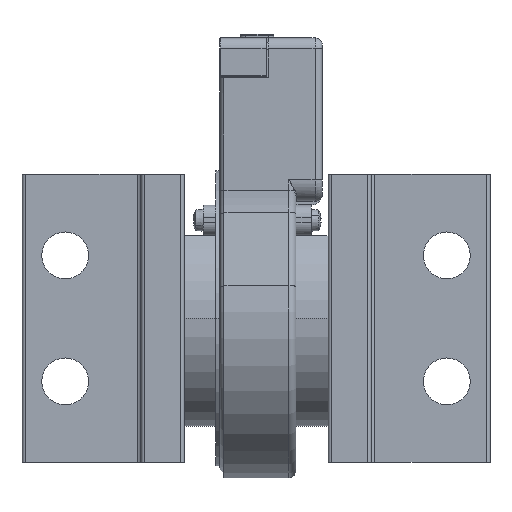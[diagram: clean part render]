
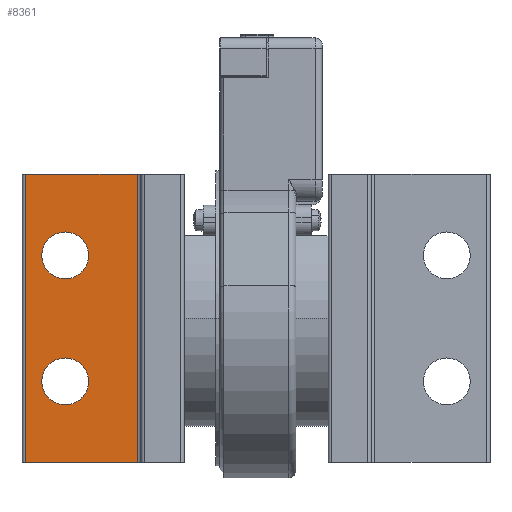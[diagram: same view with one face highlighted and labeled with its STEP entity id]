
A CAD part, left-side view. The second image highlights one B-rep face of the part: STEP entity #8361.
In plain terms, the highlighted planar face has unit normal (-1, 0, 0).
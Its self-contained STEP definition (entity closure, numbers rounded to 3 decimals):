
#8188=AXIS2_PLACEMENT_3D('Circle Axis2P3D',#8186,#8187,$) ;
#8223=AXIS2_PLACEMENT_3D('Circle Axis2P3D',#8221,#8222,$) ;
#8303=AXIS2_PLACEMENT_3D('Plane Axis2P3D',#8300,#8301,#8302) ;
#8345=AXIS2_PLACEMENT_3D('Circle Axis2P3D',#8343,#8344,$) ;
#8354=AXIS2_PLACEMENT_3D('Circle Axis2P3D',#8352,#8353,$) ;
#8186=CARTESIAN_POINT('Axis2P3D Location',(-10.,42.9,-17.5)) ;
#8190=CARTESIAN_POINT('Vertex',(-10.,49.4,-17.5)) ;
#8192=CARTESIAN_POINT('Vertex',(-10.,36.4,-17.5)) ;
#8221=CARTESIAN_POINT('Axis2P3D Location',(-10.,42.9,-17.5)) ;
#8300=CARTESIAN_POINT('Axis2P3D Location',(-10.,21.9,0.)) ;
#8305=CARTESIAN_POINT('Line Origine',(-10.,38.4,-40.)) ;
#8309=CARTESIAN_POINT('Vertex',(-10.,22.9,-40.)) ;
#8311=CARTESIAN_POINT('Vertex',(-10.,53.9,-40.)) ;
#8314=CARTESIAN_POINT('Line Origine',(-10.,22.9,0.)) ;
#8318=CARTESIAN_POINT('Vertex',(-10.,22.9,40.)) ;
#8321=CARTESIAN_POINT('Line Origine',(-10.,38.4,40.)) ;
#8325=CARTESIAN_POINT('Vertex',(-10.,53.9,40.)) ;
#8328=CARTESIAN_POINT('Line Origine',(-10.,53.9,0.)) ;
#8343=CARTESIAN_POINT('Axis2P3D Location',(-10.,42.9,17.5)) ;
#8347=CARTESIAN_POINT('Vertex',(-10.,36.4,17.5)) ;
#8349=CARTESIAN_POINT('Vertex',(-10.,49.4,17.5)) ;
#8352=CARTESIAN_POINT('Axis2P3D Location',(-10.,42.9,17.5)) ;
#8187=DIRECTION('Axis2P3D Direction',(1.,0.,0.)) ;
#8222=DIRECTION('Axis2P3D Direction',(1.,0.,0.)) ;
#8301=DIRECTION('Axis2P3D Direction',(-1.,0.,0.)) ;
#8302=DIRECTION('Axis2P3D XDirection',(0.,1.,0.)) ;
#8306=DIRECTION('Vector Direction',(0.,1.,0.)) ;
#8315=DIRECTION('Vector Direction',(0.,0.,-1.)) ;
#8322=DIRECTION('Vector Direction',(0.,1.,0.)) ;
#8329=DIRECTION('Vector Direction',(0.,0.,-1.)) ;
#8344=DIRECTION('Axis2P3D Direction',(-1.,0.,0.)) ;
#8353=DIRECTION('Axis2P3D Direction',(-1.,0.,0.)) ;
#8307=VECTOR('Line Direction',#8306,1.) ;
#8316=VECTOR('Line Direction',#8315,1.) ;
#8323=VECTOR('Line Direction',#8322,1.) ;
#8330=VECTOR('Line Direction',#8329,1.) ;
#8334=ORIENTED_EDGE('',*,*,#8313,.F.) ;
#8335=ORIENTED_EDGE('',*,*,#8320,.T.) ;
#8336=ORIENTED_EDGE('',*,*,#8327,.T.) ;
#8337=ORIENTED_EDGE('',*,*,#8332,.T.) ;
#8340=ORIENTED_EDGE('',*,*,#8225,.F.) ;
#8341=ORIENTED_EDGE('',*,*,#8194,.F.) ;
#8358=ORIENTED_EDGE('',*,*,#8351,.F.) ;
#8359=ORIENTED_EDGE('',*,*,#8356,.F.) ;
#8342=FACE_BOUND('',#8339,.T.) ;
#8360=FACE_BOUND('',#8357,.T.) ;
#8361=ADVANCED_FACE('RA4624001_1PA_001_08_TERMINALE_POSTERIORE_A',(#8338,#8342,#8360),#8304,.T.) ;
#8189=CIRCLE('generated circle',#8188,6.5) ;
#8224=CIRCLE('generated circle',#8223,6.5) ;
#8346=CIRCLE('generated circle',#8345,6.5) ;
#8355=CIRCLE('generated circle',#8354,6.5) ;
#8194=EDGE_CURVE('',#8191,#8193,#8189,.F.) ;
#8225=EDGE_CURVE('',#8193,#8191,#8224,.F.) ;
#8313=EDGE_CURVE('',#8310,#8312,#8308,.T.) ;
#8320=EDGE_CURVE('',#8310,#8319,#8317,.F.) ;
#8327=EDGE_CURVE('',#8319,#8326,#8324,.T.) ;
#8332=EDGE_CURVE('',#8326,#8312,#8331,.T.) ;
#8351=EDGE_CURVE('',#8348,#8350,#8346,.T.) ;
#8356=EDGE_CURVE('',#8350,#8348,#8355,.T.) ;
#8333=EDGE_LOOP('',(#8334,#8335,#8336,#8337)) ;
#8339=EDGE_LOOP('',(#8340,#8341)) ;
#8357=EDGE_LOOP('',(#8358,#8359)) ;
#8338=FACE_OUTER_BOUND('',#8333,.T.) ;
#8308=LINE('Line',#8305,#8307) ;
#8317=LINE('Line',#8314,#8316) ;
#8324=LINE('Line',#8321,#8323) ;
#8331=LINE('Line',#8328,#8330) ;
#8304=PLANE('',#8303) ;
#8191=VERTEX_POINT('',#8190) ;
#8193=VERTEX_POINT('',#8192) ;
#8310=VERTEX_POINT('',#8309) ;
#8312=VERTEX_POINT('',#8311) ;
#8319=VERTEX_POINT('',#8318) ;
#8326=VERTEX_POINT('',#8325) ;
#8348=VERTEX_POINT('',#8347) ;
#8350=VERTEX_POINT('',#8349) ;
